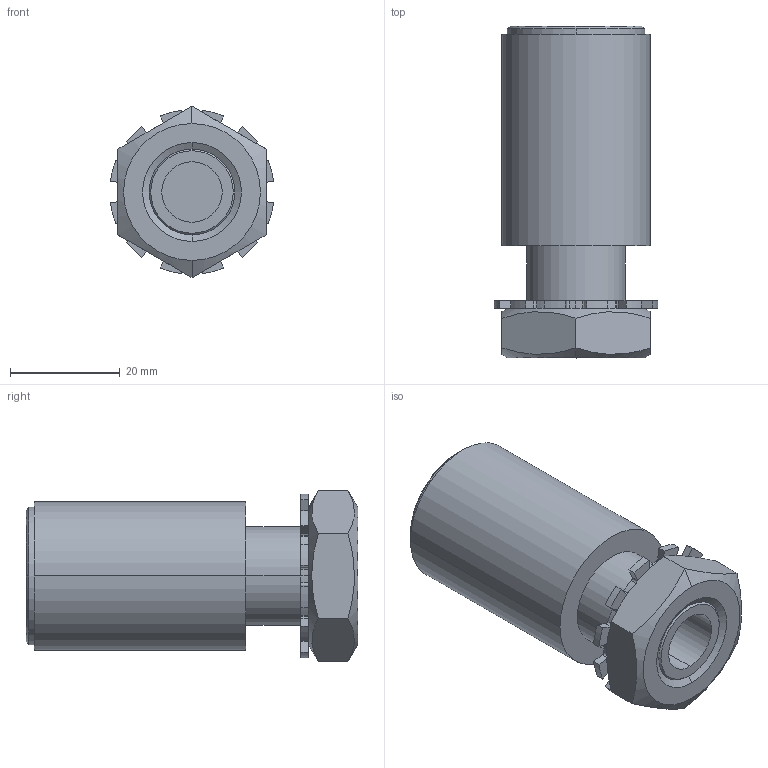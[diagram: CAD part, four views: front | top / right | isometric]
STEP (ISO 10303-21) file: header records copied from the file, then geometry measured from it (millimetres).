
FILE_DESCRIPTION(/* description */ (''),/* implementation_level */ '2;1');
FILE_NAME(/* name */ '8WD4_G_IC03_XX_04862_S-AA_G_IC03_XX_04862V_NX_RESULT.stp',/* time_stamp */ '2023-11-28T19:39:31+01:00',/* author */ (''),/* organization */ (''),/* preprocessor_version */ 'ST-DEVELOPER v18.102',/* originating_system */ 'SIEMENS PLM Software NX 2023',/* authorisation */ '');
FILE_SCHEMA (('AUTOMOTIVE_DESIGN { 1 0 10303 214 3 1 1 1 }'));
Length unit declared in the file: millimetre
Products named in the file (1): 8WD4_G_IC03_XX_04862_S-AA_G_IC03_XX_04862V_RESULT_stp
Bounding box: 29.74 x 60.4 x 31.18 mm (x, y, z)
Volume: 25855.4 mm3; surface area: 9136.2 mm2
Topology: 1 solids, 1 shells, 154 faces, 406 edges, 262 vertices
Faces by surface type: cylinder 78, plane 64, cone 12
Entity records: 4994 total; most frequent: CARTESIAN_POINT 967, DIRECTION 926, ORIENTED_EDGE 812, EDGE_CURVE 406, AXIS2_PLACEMENT_3D 379, VERTEX_POINT 262, CIRCLE 224, LINE 168
